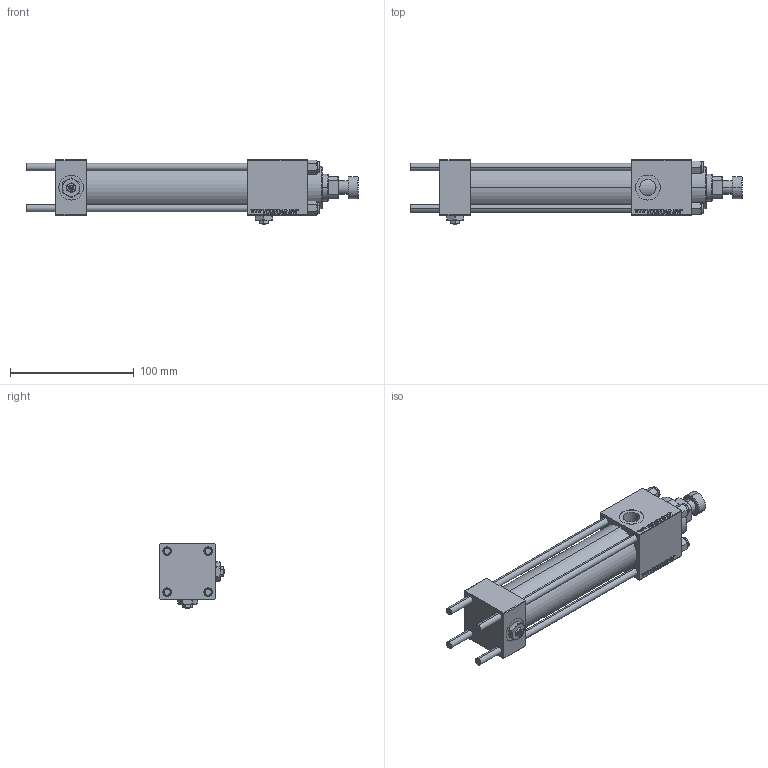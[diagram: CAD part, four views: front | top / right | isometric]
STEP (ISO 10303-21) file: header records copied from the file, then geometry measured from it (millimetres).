
FILE_DESCRIPTION (( 'STEP AP203' ), '1' );
FILE_NAME ('d910.STEP', '2024-01-31T11:40:49', ( '' ), ( '' ), 'SwSTEP 2.0', 'SolidWorks 2019', '' );
FILE_SCHEMA (( 'CONFIG_CONTROL_DESIGN' ));
Length unit declared in the file: millimetre
Products named in the file (8): NUT_M5 9066bdd23224454459ef4ba7258e478d; Zatka_pro_OIL_PORT 9066bdd23224454459ef4ba7258e478d; CR025_012_A_0_G_A_G_M_020_+#_##_TYCINKA 9066bdd23224454459ef4ba7258e478d; V215CR_ROD_END_W 9066bdd23224454459ef4ba7258e478d; d910; V215CR_VCP 9066bdd23224454459ef4ba7258e478d; V215_VC_A 9066bdd23224454459ef4ba7258e478d; V215CR_BODY_A 9066bdd23224454459ef4ba7258e478d
Assembly tree (14 placements, depth 2):
  d910
    V215CR_BODY_A 9066bdd23224454459ef4ba7258e478d
    CR025_012_A_0_G_A_G_M_020_+#_##_TYCINKA 9066bdd23224454459ef4ba7258e478d  x4
    NUT_M5 9066bdd23224454459ef4ba7258e478d  x4
    V215CR_VCP 9066bdd23224454459ef4ba7258e478d
    V215_VC_A 9066bdd23224454459ef4ba7258e478d
    V215CR_ROD_END_W 9066bdd23224454459ef4ba7258e478d
    Zatka_pro_OIL_PORT 9066bdd23224454459ef4ba7258e478d  x2
Bounding box: 268 x 52 x 52 mm (x, y, z)
Volume: 281001.1 mm3; surface area: 109367.8 mm2
Topology: 14 solids, 14 shells, 1246 faces, 3104 edges, 1999 vertices
Faces by surface type: plane 568, bspline 392, cone 180, cylinder 94, torus 12
Entity records: 52290 total; most frequent: CARTESIAN_POINT 27705, ORIENTED_EDGE 5508, DIRECTION 3546, EDGE_CURVE 2754, VERTEX_POINT 1797, VECTOR 1638, LINE 1638, EDGE_LOOP 1219
